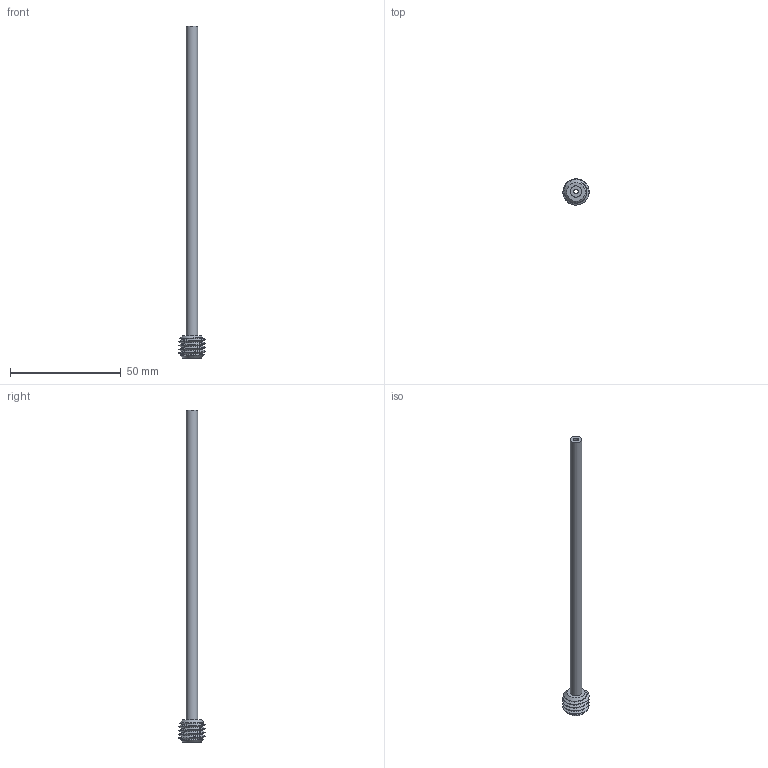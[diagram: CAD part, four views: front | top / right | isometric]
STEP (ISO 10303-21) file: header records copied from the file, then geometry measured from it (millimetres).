
FILE_DESCRIPTION(('FreeCAD Model'),'2;1');
FILE_NAME('Open CASCADE Shape Model','2025-11-25T22:29:22',(''),(''), 'Open CASCADE STEP processor 7.8','FreeCAD','Unknown');
FILE_SCHEMA(('AUTOMOTIVE_DESIGN { 1 0 10303 214 1 1 1 1 }'));
Length unit declared in the file: millimetre
Products named in the file (3): Part; Thread; Pad
Assembly tree (2 placements, depth 2):
  Part
    Thread
    Pad
Bounding box: 11.83 x 11.83 x 150 mm (x, y, z)
Volume: 3352.3 mm3; surface area: 3906.9 mm2
Topology: 2 solids, 2 shells, 30 faces, 63 edges, 38 vertices
Faces by surface type: bspline 17, plane 5, cylinder 4, cone 3, torus 1
Full cylindrical faces by diameter (mm): 2 x2, 5.2 x1
Entity records: 5652 total; most frequent: CARTESIAN_POINT 4465, DIRECTION 154, ORIENTED_EDGE 126, PCURVE 126, DEFINITIONAL_REPRESENTATION 126, LINE 86, VECTOR 86, B_SPLINE_CURVE_WITH_KNOTS 69
